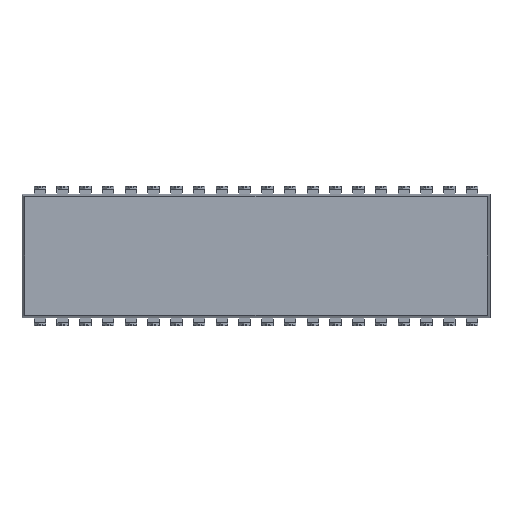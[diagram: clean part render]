
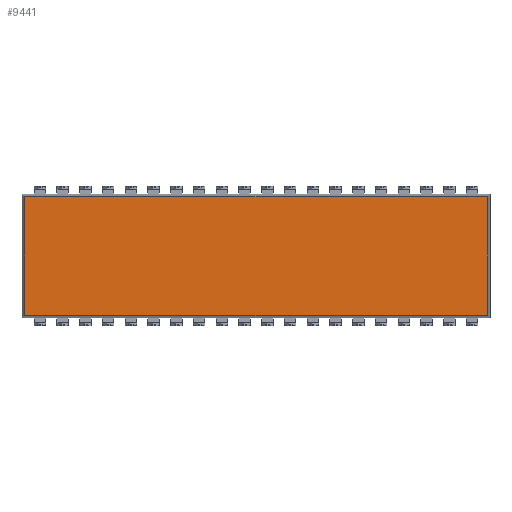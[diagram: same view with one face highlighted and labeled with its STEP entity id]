
A CAD part, front view. The second image highlights one B-rep face of the part: STEP entity #9441.
In plain terms, the highlighted planar face has unit normal (0, -1, 0).
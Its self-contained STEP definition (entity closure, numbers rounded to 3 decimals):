
#310 = FACE_OUTER_BOUND ( 'NONE', #20858, .T. ) ;
#321 = CARTESIAN_POINT ( 'NONE',  ( 25.82, -1.905, 6.61 ) ) ;
#875 = VECTOR ( 'NONE', #5965, 1000. ) ;
#1017 = VECTOR ( 'NONE', #18382, 1000. ) ;
#3928 = CARTESIAN_POINT ( 'NONE',  ( -25.82, -1.905, -6.61 ) ) ;
#5965 = DIRECTION ( 'NONE',  ( 0., 0., 1. ) ) ;
#6524 = DIRECTION ( 'NONE',  ( 0., 0., -1. ) ) ;
#6545 = CARTESIAN_POINT ( 'NONE',  ( 25.82, -1.905, 6.92 ) ) ;
#6952 = CARTESIAN_POINT ( 'NONE',  ( -26.13, -1.905, -6.61 ) ) ;
#9176 = CARTESIAN_POINT ( 'NONE',  ( 26.13, -1.905, -6.92 ) ) ;
#9441 = ADVANCED_FACE ( 'NONE', ( #310 ), #30359, .T. ) ;
#10488 = VECTOR ( 'NONE', #27554, 1000. ) ;
#10708 = VERTEX_POINT ( 'NONE', #29634 ) ;
#13127 = ORIENTED_EDGE ( 'NONE', *, *, #29294, .T. ) ;
#15285 = LINE ( 'NONE', #37405, #10488 ) ;
#15510 = DIRECTION ( 'NONE',  ( 0., -1., 0. ) ) ;
#18382 = DIRECTION ( 'NONE',  ( 0., 0., -1. ) ) ;
#20141 = LINE ( 'NONE', #6952, #30516 ) ;
#20346 = DIRECTION ( 'NONE',  ( 1., 0., 0. ) ) ;
#20797 = CARTESIAN_POINT ( 'NONE',  ( -25.82, -1.905, 6.92 ) ) ;
#20858 = EDGE_LOOP ( 'NONE', ( #31306, #13127, #33732, #26160 ) ) ;
#22881 = VERTEX_POINT ( 'NONE', #321 ) ;
#24633 = LINE ( 'NONE', #20797, #1017 ) ;
#26160 = ORIENTED_EDGE ( 'NONE', *, *, #37152, .T. ) ;
#27554 = DIRECTION ( 'NONE',  ( -1., 0., 0. ) ) ;
#29257 = VERTEX_POINT ( 'NONE', #34654 ) ;
#29294 = EDGE_CURVE ( 'NONE', #22881, #10708, #15285, .T. ) ;
#29634 = CARTESIAN_POINT ( 'NONE',  ( -25.82, -1.905, 6.61 ) ) ;
#30074 = EDGE_CURVE ( 'NONE', #10708, #35054, #24633, .T. ) ;
#30359 = PLANE ( 'NONE',  #35451 ) ;
#30516 = VECTOR ( 'NONE', #20346, 1000. ) ;
#31306 = ORIENTED_EDGE ( 'NONE', *, *, #39311, .T. ) ;
#33406 = LINE ( 'NONE', #6545, #875 ) ;
#33732 = ORIENTED_EDGE ( 'NONE', *, *, #30074, .T. ) ;
#34654 = CARTESIAN_POINT ( 'NONE',  ( 25.82, -1.905, -6.61 ) ) ;
#35054 = VERTEX_POINT ( 'NONE', #3928 ) ;
#35451 = AXIS2_PLACEMENT_3D ( 'NONE', #9176, #15510, #6524 ) ;
#37152 = EDGE_CURVE ( 'NONE', #35054, #29257, #20141, .T. ) ;
#37405 = CARTESIAN_POINT ( 'NONE',  ( -26.13, -1.905, 6.61 ) ) ;
#39311 = EDGE_CURVE ( 'NONE', #29257, #22881, #33406, .T. ) ;
